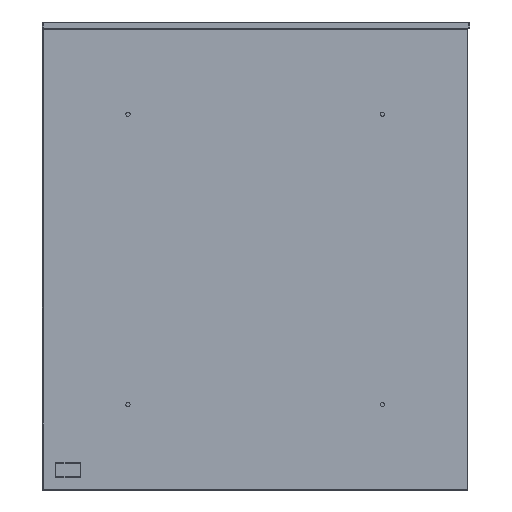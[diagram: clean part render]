
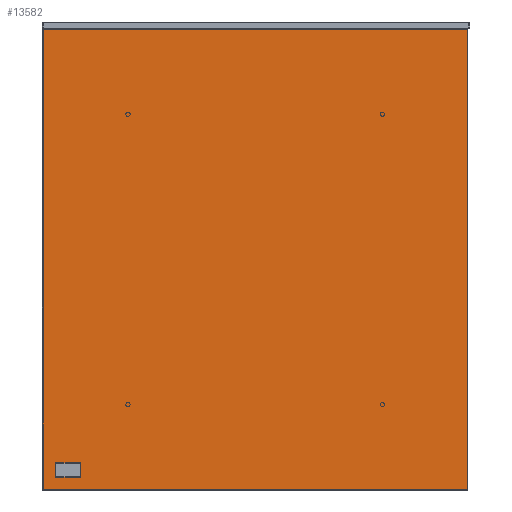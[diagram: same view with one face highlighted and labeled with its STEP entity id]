
A CAD part, left-side view. The second image highlights one B-rep face of the part: STEP entity #13582.
In plain terms, the highlighted planar face has unit normal (-1, 0, 0).
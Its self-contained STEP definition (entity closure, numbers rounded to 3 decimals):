
#13320=CARTESIAN_POINT('',(-4950.693,10231.25,-596.869));
#13321=VERTEX_POINT('',#13320);
#13322=CARTESIAN_POINT('',(-4950.693,10231.25,-59.131));
#13323=VERTEX_POINT('',#13322);
#13324=CARTESIAN_POINT('',(-4950.693,10231.25,-596.869));
#13325=DIRECTION('',(0.0,0.0,1.0));
#13326=VECTOR('',#13325,537.737);
#13327=LINE('',#13324,#13326);
#13328=EDGE_CURVE('',#13321,#13323,#13327,.T.);
#13351=CARTESIAN_POINT('',(-4950.693,10230.919,-58.8));
#13352=VERTEX_POINT('',#13351);
#13353=CARTESIAN_POINT('',(-4950.693,10231.25,-59.131));
#13354=DIRECTION('',(0.0,-0.707,0.707));
#13355=VECTOR('',#13354,0.469);
#13356=LINE('',#13353,#13355);
#13357=EDGE_CURVE('',#13323,#13352,#13356,.T.);
#13375=CARTESIAN_POINT('',(-4950.693,9735.181,-58.8));
#13376=VERTEX_POINT('',#13375);
#13377=CARTESIAN_POINT('',(-4950.693,10230.919,-58.8));
#13378=DIRECTION('',(0.0,-1.0,0.0));
#13379=VECTOR('',#13378,495.737);
#13380=LINE('',#13377,#13379);
#13381=EDGE_CURVE('',#13352,#13376,#13380,.T.);
#13408=CARTESIAN_POINT('',(-4950.693,9734.85,-59.131));
#13409=VERTEX_POINT('',#13408);
#13410=CARTESIAN_POINT('',(-4950.693,9735.181,-58.8));
#13411=DIRECTION('',(0.0,-0.707,-0.707));
#13412=VECTOR('',#13411,0.469);
#13413=LINE('',#13410,#13412);
#13414=EDGE_CURVE('',#13376,#13409,#13413,.T.);
#13439=CARTESIAN_POINT('',(-4950.693,9734.85,-596.869));
#13440=VERTEX_POINT('',#13439);
#13441=CARTESIAN_POINT('',(-4950.693,9734.85,-59.131));
#13442=DIRECTION('',(0.0,0.0,-1.0));
#13443=VECTOR('',#13442,537.737);
#13444=LINE('',#13441,#13443);
#13445=EDGE_CURVE('',#13409,#13440,#13444,.T.);
#13470=CARTESIAN_POINT('',(-4950.693,9735.181,-597.2));
#13471=VERTEX_POINT('',#13470);
#13472=CARTESIAN_POINT('',(-4950.693,9734.85,-596.869));
#13473=DIRECTION('',(0.0,0.707,-0.707));
#13474=VECTOR('',#13473,0.469);
#13475=LINE('',#13472,#13474);
#13476=EDGE_CURVE('',#13440,#13471,#13475,.T.);
#13499=CARTESIAN_POINT('',(-4950.693,10230.919,-597.2));
#13500=VERTEX_POINT('',#13499);
#13501=CARTESIAN_POINT('',(-4950.693,9735.181,-597.2));
#13502=DIRECTION('',(0.0,1.0,0.0));
#13503=VECTOR('',#13502,495.737);
#13504=LINE('',#13501,#13503);
#13505=EDGE_CURVE('',#13471,#13500,#13504,.T.);
#13523=CARTESIAN_POINT('',(-4950.693,10230.919,-597.2));
#13524=DIRECTION('',(0.0,0.707,0.707));
#13525=VECTOR('',#13524,0.469);
#13526=LINE('',#13523,#13525);
#13527=EDGE_CURVE('',#13500,#13321,#13526,.T.);
#13567=CARTESIAN_POINT('',(-4950.693,9983.05,-597.201));
#13568=DIRECTION('',(-1.0,0.0,0.0));
#13569=DIRECTION('',(0.0,0.0,1.0));
#13570=AXIS2_PLACEMENT_3D('',#13567,#13568,#13569);
#13571=PLANE('',#13570);
#13572=ORIENTED_EDGE('',*,*,#13328,.F.);
#13573=ORIENTED_EDGE('',*,*,#13527,.F.);
#13574=ORIENTED_EDGE('',*,*,#13505,.F.);
#13575=ORIENTED_EDGE('',*,*,#13476,.F.);
#13576=ORIENTED_EDGE('',*,*,#13445,.F.);
#13577=ORIENTED_EDGE('',*,*,#13414,.F.);
#13578=ORIENTED_EDGE('',*,*,#13381,.F.);
#13579=ORIENTED_EDGE('',*,*,#13357,.F.);
#13580=EDGE_LOOP('',(#13572,#13573,#13574,#13575,#13576,#13577,#13578,#13579));
#13581=FACE_OUTER_BOUND('',#13580,.T.);
#13582=ADVANCED_FACE('',(#13581),#13571,.T.);
